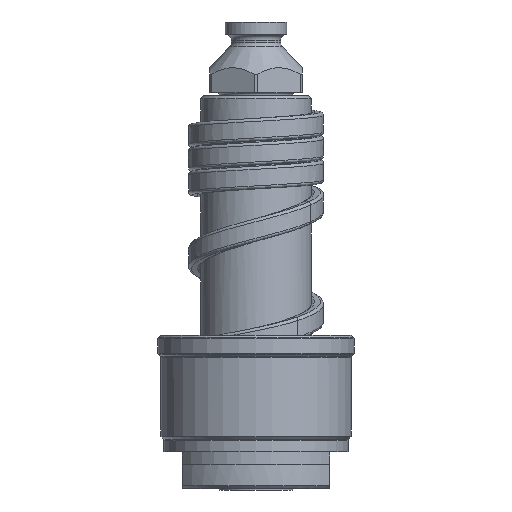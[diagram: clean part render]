
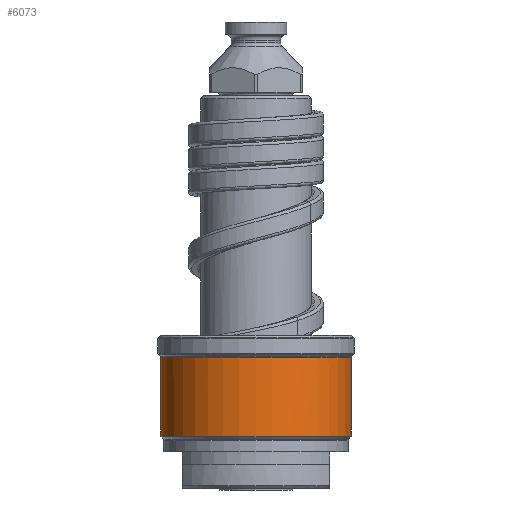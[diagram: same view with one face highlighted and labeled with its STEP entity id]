
A CAD part, front view. The second image highlights one B-rep face of the part: STEP entity #6073.
In plain terms, the highlighted cylindrical face has radius 15.5 mm (diameter 31 mm), a partial arc.
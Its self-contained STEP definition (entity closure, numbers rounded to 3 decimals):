
#115=CARTESIAN_POINT('',(0.,0.,21.417));
#116=DIRECTION('',(0.,0.,-1.));
#117=DIRECTION('',(1.,0.,0.));
#118=AXIS2_PLACEMENT_3D('',#115,#116,#117);
#120=CARTESIAN_POINT('',(0.,0.,21.417));
#121=DIRECTION('',(0.,0.,-1.));
#122=DIRECTION('',(1.,-0.01,0.));
#123=AXIS2_PLACEMENT_3D('',#120,#121,#122);
#135=DIRECTION('',(0.,0.,1.));
#136=VECTOR('',#135,12.835);
#137=CARTESIAN_POINT('',(-15.5,0.,8.583));
#138=LINE('',#137,#136);
#164=CARTESIAN_POINT('',(0.,0.,8.583));
#165=DIRECTION('',(0.,0.,1.));
#166=DIRECTION('',(-1.,0.,0.));
#167=AXIS2_PLACEMENT_3D('',#164,#165,#166);
#4101=DIRECTION('',(0.,0.,1.));
#4102=VECTOR('',#4101,12.835);
#4103=CARTESIAN_POINT('',(15.5,0.,8.583));
#4104=LINE('',#4103,#4102);
#5443=CARTESIAN_POINT('',(-15.5,0.,8.583));
#5444=VERTEX_POINT('',#5443);
#5445=CARTESIAN_POINT('',(15.5,0.,8.583));
#5446=VERTEX_POINT('',#5445);
#5447=CARTESIAN_POINT('',(15.5,0.,21.417));
#5448=VERTEX_POINT('',#5447);
#5451=CARTESIAN_POINT('',(-15.5,0.,21.417));
#5452=VERTEX_POINT('',#5451);
#5453=CARTESIAN_POINT('',(15.499,-0.151,
21.417));
#5454=VERTEX_POINT('',#5453);
#6058=CARTESIAN_POINT('',(0.,0.,7.15));
#6059=DIRECTION('',(0.,0.,1.));
#6060=DIRECTION('',(-1.,0.,0.));
#6061=AXIS2_PLACEMENT_3D('',#6058,#6059,#6060);
#6062=CYLINDRICAL_SURFACE('',#6061,15.5);
#6064=ORIENTED_EDGE('',*,*,#6063,.F.);
#6066=ORIENTED_EDGE('',*,*,#6065,.T.);
#6067=ORIENTED_EDGE('',*,*,#6048,.F.);
#6068=ORIENTED_EDGE('',*,*,#6046,.F.);
#6070=ORIENTED_EDGE('',*,*,#6069,.F.);
#6071=EDGE_LOOP('',(#6064,#6066,#6067,#6068,#6070));
#6072=FACE_OUTER_BOUND('',#6071,.F.);
#119=CIRCLE('',#118,15.5);
#124=CIRCLE('',#123,15.5);
#168=CIRCLE('',#167,15.5);
#6046=EDGE_CURVE('',#5448,#5454,#119,.T.);
#6048=EDGE_CURVE('',#5454,#5452,#124,.T.);
#6063=EDGE_CURVE('',#5444,#5446,#168,.T.);
#6065=EDGE_CURVE('',#5444,#5452,#138,.T.);
#6069=EDGE_CURVE('',#5446,#5448,#4104,.T.);
#6073=ADVANCED_FACE('',(#6072),#6062,.T.);
